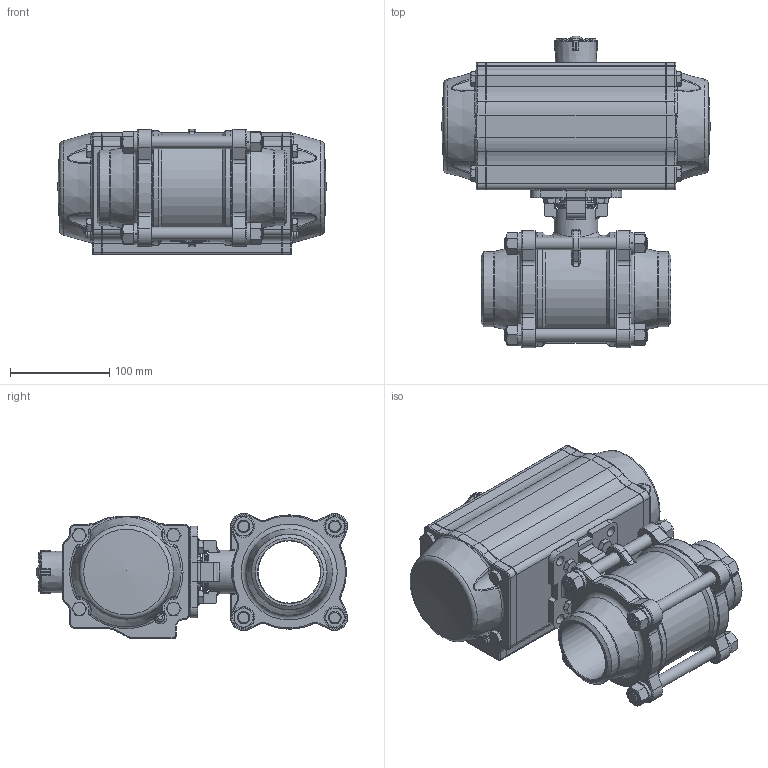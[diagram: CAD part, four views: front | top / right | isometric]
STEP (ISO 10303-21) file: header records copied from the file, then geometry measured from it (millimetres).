
FILE_DESCRIPTION(/* description */ ('Unknown'),/* implementation_level */ '2;1');
FILE_NAME(/* name */ 'FR05 9325-10',/* time_stamp */ '2022-10-25T13:43:57+02:00',/* author */ ('Unknown'),/* organization */ ('Unknown'),/* preprocessor_version */ 'ST-DEVELOPER v16.7',/* originating_system */ 'Solid Edge',/* authorisation */ 'Unknown');
FILE_SCHEMA (('AUTOMOTIVE_DESIGN {1 0 10303 214 3 1 1}'));
Length unit declared in the file: millimetre
Products named in the file (13): FR05 9325-10; 8.122.065; DW06_FR05_(DW160_FR119); ____; ________(___________; _____________; ______; Deckel 1; hexagon head bolts--product grade c gb_GB_FASTENER_BOLT_HHBC M8X40-N; cup head nib bolts with large head gb_GB_FASTENER_BOLT_CHNBW M6X25-N; KP-100; Deckel 2; DIN 933 M8x25 A2-70 BLK_EDST
Assembly tree (24 placements, depth 4):
  FR05 9325-10
    8.122.065
    DW06_FR05_(DW160_FR119)
      ____
        ________(___________  x2
        _____________  x2
        ______
      Deckel 1
      hexagon head bolts--product grade c gb_GB_FASTENER_BOLT_HHBC M8X40-N  x8
      cup head nib bolts with large head gb_GB_FASTENER_BOLT_CHNBW M6X25-N
      KP-100
      Deckel 2
    DIN 933 M8x25 A2-70 BLK_EDST  x4
Bounding box: 270.2 x 313.75 x 125.95 mm (x, y, z)
Volume: 4524805.8 mm3; surface area: 422833.9 mm2
Topology: 22 solids, 23 shells, 1797 faces, 4380 edges, 2675 vertices
Faces by surface type: plane 643, cylinder 512, bspline 262, torus 194, cone 173, sphere 13
Full cylindrical faces by diameter (mm): 2.6 x2, 3 x16, 3.3 x8, 4.2 x8, 4.66 x1, 5 x1, 6 x1, 6.2 x1, 6.8 x16, 8 x12, 8.5 x8, 10.5 x4, 11.8 x2, 12.7 x12, 13 x4, 14 x2, 15 x8, 24.6 x2, 26.8 x1, 30 x2, 37.2 x1, 38.5 x1, 44 x1, 44.46 x2, 48 x1, 62.7 x1, 76 x2, 108.5 x1, 115 x2
Entity records: 66871 total; most frequent: CARTESIAN_POINT 34271, ORIENTED_EDGE 6640, DIRECTION 6342, EDGE_CURVE 3320, AXIS2_PLACEMENT_3D 2466, VERTEX_POINT 2169, FACE_BOUND 1815, EDGE_LOOP 1790
